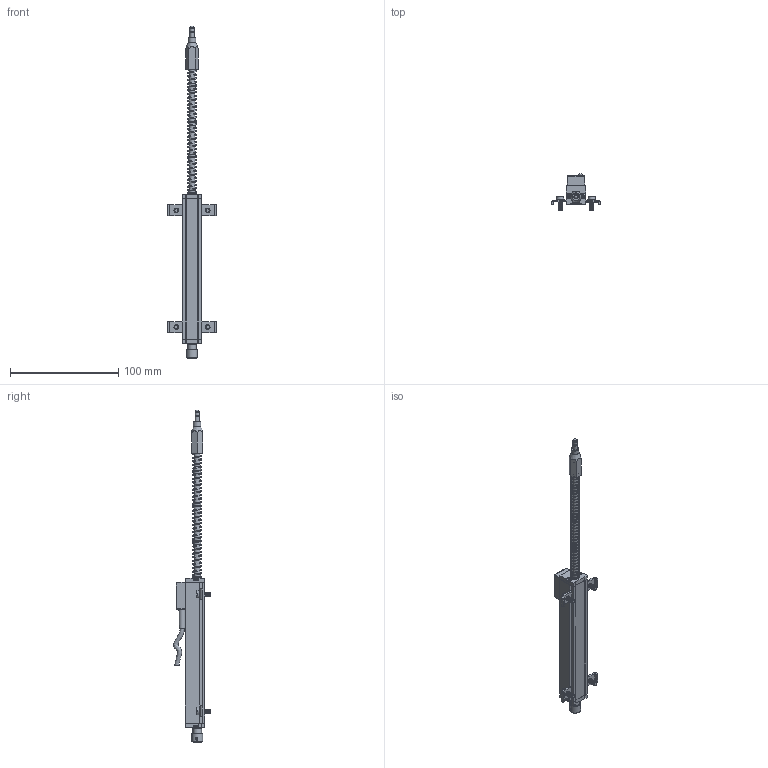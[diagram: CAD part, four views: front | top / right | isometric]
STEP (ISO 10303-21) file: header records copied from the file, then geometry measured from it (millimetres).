
FILE_DESCRIPTION (( 'STEP AP214' ), '1' );
FILE_NAME ('PY2-F-0100-S-L.STEP', '2020-03-18T17:41:31', ( '' ), ( '' ), 'SwSTEP 2.0', 'SolidWorks 2019', '' );
FILE_SCHEMA (( 'AUTOMOTIVE_DESIGN' ));
Length unit declared in the file: inch
Products named in the file (1): PY2-F-0100-S-L
Bounding box: 45 x 34.02 x 306.99 mm (x, y, z)
Volume: 55202.6 mm3; surface area: 31517.5 mm2
Topology: 37 solids, 37 shells, 1003 faces, 2481 edges, 1576 vertices
Faces by surface type: cone 354, plane 341, cylinder 257, bspline 51
Full cylindrical faces by diameter (mm): 1.6 x1, 2 x24, 2.1 x1, 2.3 x2, 2.5 x71, 2.6 x1, 2.7 x4, 3.2 x3, 3.8 x3, 4 x62, 4.2 x1, 4.3 x4, 5 x5, 5.1 x5, 6 x3, 6.3 x8, 7 x2, 7.8 x5, 8 x1, 8.5 x1, 10 x1
Entity records: 44402 total; most frequent: CARTESIAN_POINT 11568, DIRECTION 4103, ORIENTED_EDGE 3194, AXIS2_PLACEMENT_3D 1779, EDGE_LOOP 1618, EDGE_CURVE 1597, VERTEX_POINT 1245, FACE_OUTER_BOUND 1228
